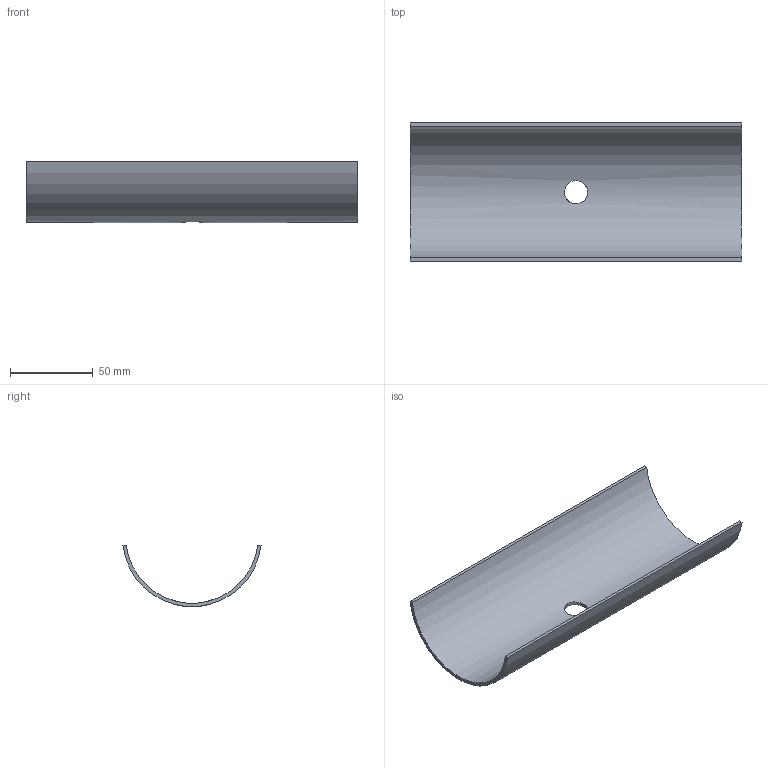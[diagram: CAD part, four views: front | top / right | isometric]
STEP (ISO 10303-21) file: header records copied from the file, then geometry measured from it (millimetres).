
FILE_DESCRIPTION(/* description */ (''),/* implementation_level */ '2;1');
FILE_NAME(/* name */ 'demi coque v4.step',/* time_stamp */ '2021-06-09T00:36:07+02:00',/* author */ (''),/* organization */ (''),/* preprocessor_version */ 'ST-DEVELOPER v18.1',/* originating_system */ 'Autodesk Translation Framework v10.9.0.1377',/* authorisation */ '');
FILE_SCHEMA (('AUTOMOTIVE_DESIGN { 1 0 10303 214 3 1 1 }'));
Length unit declared in the file: millimetre
Products named in the file (1): demi coque
Bounding box: 200 x 83.4 x 37 mm (x, y, z)
Volume: 47201.9 mm3; surface area: 48571.8 mm2
Topology: 1 solids, 1 shells, 7 faces, 17 edges, 12 vertices
Faces by surface type: plane 4, cylinder 3
Full cylindrical faces by diameter (mm): 14 x1
Entity records: 308 total; most frequent: CARTESIAN_POINT 105, ORIENTED_EDGE 34, DIRECTION 33, EDGE_CURVE 17, VERTEX_POINT 12, AXIS2_PLACEMENT_3D 12, EDGE_LOOP 9, LINE 9
